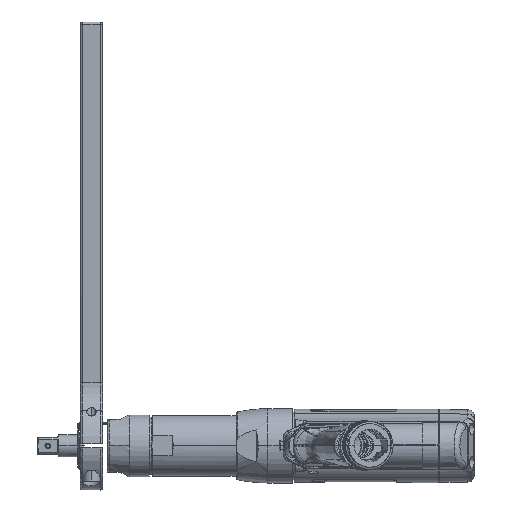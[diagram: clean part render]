
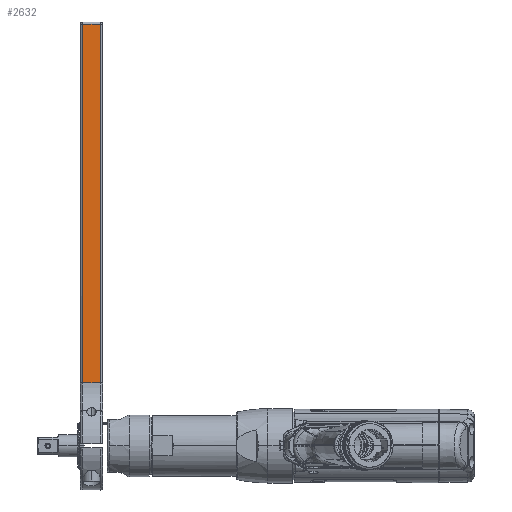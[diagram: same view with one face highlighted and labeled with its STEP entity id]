
A CAD part, top view. The second image highlights one B-rep face of the part: STEP entity #2632.
In plain terms, the highlighted planar face has unit normal (0, 0, 1).
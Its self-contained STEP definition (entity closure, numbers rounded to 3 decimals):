
#1587=DIRECTION('',(0.,-1.,0.));
#1588=VECTOR('',#1587,10.159);
#1589=CARTESIAN_POINT('',(-5.808,11.94,
-0.01));
#1590=LINE('',#1589,#1588);
#1591=DIRECTION('',(-1.,0.,0.));
#1592=VECTOR('',#1591,0.505);
#1593=CARTESIAN_POINT('',(-5.808,11.94,
-0.01));
#1594=LINE('',#1593,#1592);
#2165=DIRECTION('',(0.,-1.,0.));
#2166=VECTOR('',#2165,10.159);
#2167=CARTESIAN_POINT('',(-6.313,11.94,-0.01));
#2168=LINE('',#2167,#2166);
#2196=DIRECTION('',(1.,0.,0.));
#2197=VECTOR('',#2196,0.505);
#2198=CARTESIAN_POINT('',(-6.313,1.781,-0.01));
#2199=LINE('',#2198,#2197);
#2344=CARTESIAN_POINT('',(-5.808,11.94,
-0.01));
#2345=CARTESIAN_POINT('',(-5.808,1.781,-0.01));
#2346=VERTEX_POINT('',#2344);
#2347=VERTEX_POINT('',#2345);
#2351=CARTESIAN_POINT('',(-6.313,1.781,-0.01));
#2352=VERTEX_POINT('',#2351);
#2357=CARTESIAN_POINT('',(-6.313,11.94,-0.01));
#2358=VERTEX_POINT('',#2357);
#2618=CARTESIAN_POINT('',(-6.06,6.86,-0.01));
#2619=DIRECTION('',(0.,0.,1.));
#2620=DIRECTION('',(0.,1.,0.));
#2621=AXIS2_PLACEMENT_3D('',#2618,#2619,#2620);
#2622=PLANE('',#2621);
#2624=ORIENTED_EDGE('',*,*,#2623,.F.);
#2625=ORIENTED_EDGE('',*,*,#2608,.T.);
#2627=ORIENTED_EDGE('',*,*,#2626,.F.);
#2629=ORIENTED_EDGE('',*,*,#2628,.F.);
#2630=EDGE_LOOP('',(#2624,#2625,#2627,#2629));
#2631=FACE_OUTER_BOUND('',#2630,.F.);
#2632=ADVANCED_FACE('',(#2631),#2622,.T.);
#2608=EDGE_CURVE('',#2346,#2347,#1590,.T.);
#2623=EDGE_CURVE('',#2346,#2358,#1594,.T.);
#2626=EDGE_CURVE('',#2352,#2347,#2199,.T.);
#2628=EDGE_CURVE('',#2358,#2352,#2168,.T.);
